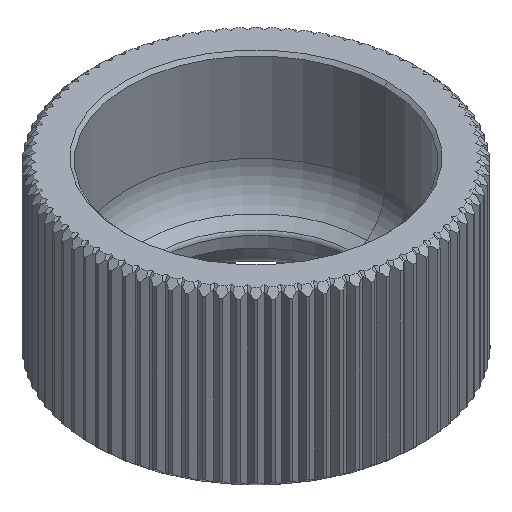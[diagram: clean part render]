
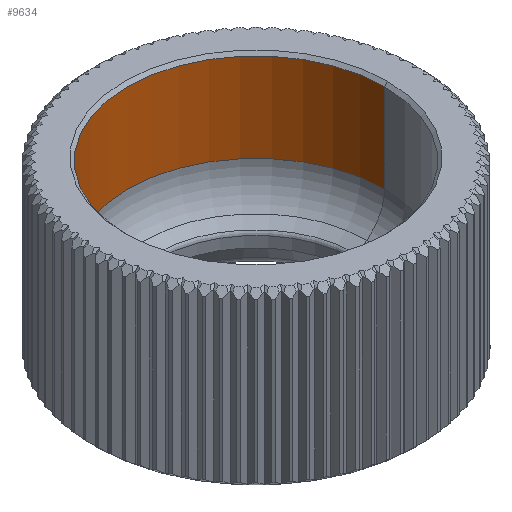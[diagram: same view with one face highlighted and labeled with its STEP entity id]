
A CAD part, isometric view. The second image highlights one B-rep face of the part: STEP entity #9634.
In plain terms, the highlighted cylindrical face has radius 10.5 mm (diameter 21 mm), a partial arc.
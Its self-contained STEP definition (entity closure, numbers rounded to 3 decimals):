
#716 = CIRCLE ( 'NONE', #12098, 10.5 ) ;
#823 = DIRECTION ( 'NONE',  ( 0., 0., 1. ) ) ;
#1271 = CARTESIAN_POINT ( 'NONE',  ( -10.5, 0., -0.25 ) ) ;
#1450 = EDGE_CURVE ( 'NONE', #1658, #9215, #716, .T. ) ;
#1658 = VERTEX_POINT ( 'NONE', #13361 ) ;
#1763 = CARTESIAN_POINT ( 'NONE',  ( 10.5, 0., -15. ) ) ;
#1865 = DIRECTION ( 'NONE',  ( 0., 0., -1. ) ) ;
#1951 = VECTOR ( 'NONE', #11985, 1000. ) ;
#2559 = CYLINDRICAL_SURFACE ( 'NONE', #15065, 10.5 ) ;
#3211 = CIRCLE ( 'NONE', #12361, 10.5 ) ;
#3259 = CARTESIAN_POINT ( 'NONE',  ( 0., 0., -0.25 ) ) ;
#4464 = CARTESIAN_POINT ( 'NONE',  ( 0., 0., -7.5 ) ) ;
#4921 = DIRECTION ( 'NONE',  ( -1., 0., 0. ) ) ;
#5515 = ORIENTED_EDGE ( 'NONE', *, *, #1450, .T. ) ;
#5865 = EDGE_LOOP ( 'NONE', ( #12151, #5515, #12905, #15870 ) ) ;
#6978 = CARTESIAN_POINT ( 'NONE',  ( 10.5, 0., -7.5 ) ) ;
#7046 = VECTOR ( 'NONE', #16930, 1000. ) ;
#7267 = DIRECTION ( 'NONE',  ( 1., 0., 0. ) ) ;
#7944 = EDGE_CURVE ( 'NONE', #9215, #13011, #13285, .T. ) ;
#8651 = LINE ( 'NONE', #1763, #7046 ) ;
#9215 = VERTEX_POINT ( 'NONE', #1271 ) ;
#9634 = ADVANCED_FACE ( 'NONE', ( #16802 ), #2559, .F. ) ;
#9775 = CARTESIAN_POINT ( 'NONE',  ( -10.5, 0., -7.5 ) ) ;
#11618 = DIRECTION ( 'NONE',  ( 0., 0., -1. ) ) ;
#11985 = DIRECTION ( 'NONE',  ( 0., 0., -1. ) ) ;
#12098 = AXIS2_PLACEMENT_3D ( 'NONE', #3259, #823, #7267 ) ;
#12151 = ORIENTED_EDGE ( 'NONE', *, *, #13047, .F. ) ;
#12361 = AXIS2_PLACEMENT_3D ( 'NONE', #4464, #1865, #13508 ) ;
#12905 = ORIENTED_EDGE ( 'NONE', *, *, #7944, .T. ) ;
#13011 = VERTEX_POINT ( 'NONE', #9775 ) ;
#13047 = EDGE_CURVE ( 'NONE', #1658, #15655, #8651, .T. ) ;
#13153 = CARTESIAN_POINT ( 'NONE',  ( 0., 0., -15. ) ) ;
#13285 = LINE ( 'NONE', #14837, #1951 ) ;
#13361 = CARTESIAN_POINT ( 'NONE',  ( 10.5, 0., -0.25 ) ) ;
#13508 = DIRECTION ( 'NONE',  ( -1., 0., 0. ) ) ;
#14837 = CARTESIAN_POINT ( 'NONE',  ( -10.5, 0., -15. ) ) ;
#15065 = AXIS2_PLACEMENT_3D ( 'NONE', #13153, #11618, #4921 ) ;
#15655 = VERTEX_POINT ( 'NONE', #6978 ) ;
#15870 = ORIENTED_EDGE ( 'NONE', *, *, #16717, .T. ) ;
#16717 = EDGE_CURVE ( 'NONE', #13011, #15655, #3211, .T. ) ;
#16802 = FACE_OUTER_BOUND ( 'NONE', #5865, .T. ) ;
#16930 = DIRECTION ( 'NONE',  ( 0., 0., -1. ) ) ;
